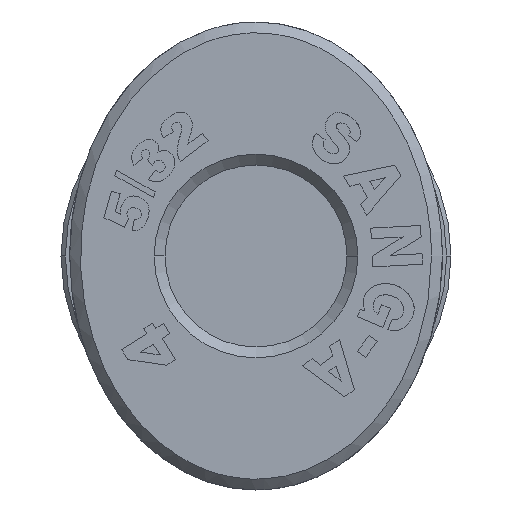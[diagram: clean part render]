
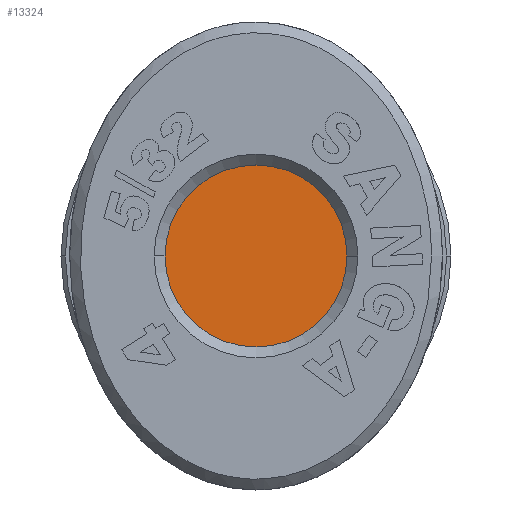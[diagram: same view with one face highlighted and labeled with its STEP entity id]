
A CAD part, left-side view. The second image highlights one B-rep face of the part: STEP entity #13324.
In plain terms, the highlighted planar face has unit normal (-1, 0, 0).
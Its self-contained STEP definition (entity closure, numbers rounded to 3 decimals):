
#424=CARTESIAN_POINT('',(-8.318,0.,4.484));
#425=VERTEX_POINT('',#424);
#434=CARTESIAN_POINT('',(-8.318,0.,0.284));
#435=VERTEX_POINT('',#434);
#436=CARTESIAN_POINT('',(-8.318,0.,2.384));
#437=DIRECTION('',(1.0,0.0,0.0));
#438=DIRECTION('',(0.0,0.0,1.0));
#439=AXIS2_PLACEMENT_3D('',#436,#437,#438);
#440=CIRCLE('',#439,2.1);
#441=EDGE_CURVE('',#425,#435,#440,.T.);
#13305=CARTESIAN_POINT('',(-8.318,0.,2.384));
#13306=DIRECTION('',(1.0,0.0,0.0));
#13307=DIRECTION('',(0.0,0.0,1.0));
#13308=AXIS2_PLACEMENT_3D('',#13305,#13306,#13307);
#13309=CIRCLE('',#13308,2.1);
#13310=EDGE_CURVE('',#435,#425,#13309,.T.);
#13315=CARTESIAN_POINT('',(-8.318,0.,2.384));
#13316=DIRECTION('',(1.0,0.0,0.0));
#13317=DIRECTION('',(0.0,0.0,1.0));
#13318=AXIS2_PLACEMENT_3D('',#13315,#13316,#13317);
#13319=PLANE('',#13318);
#13320=ORIENTED_EDGE('',*,*,#441,.F.);
#13321=ORIENTED_EDGE('',*,*,#13310,.F.);
#13322=EDGE_LOOP('',(#13320,#13321));
#13323=FACE_OUTER_BOUND('',#13322,.T.);
#13324=ADVANCED_FACE('',(#13323),#13319,.F.);
